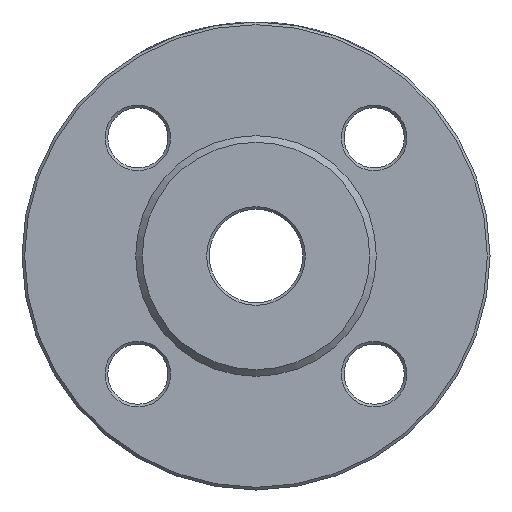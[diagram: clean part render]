
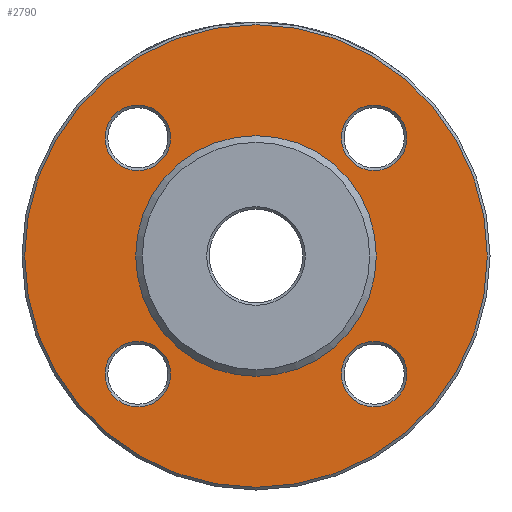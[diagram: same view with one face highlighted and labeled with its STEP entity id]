
A CAD part, left-side view. The second image highlights one B-rep face of the part: STEP entity #2790.
In plain terms, the highlighted planar face has unit normal (-1, 0, 0).
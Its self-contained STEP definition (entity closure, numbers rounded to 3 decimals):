
#75 = CARTESIAN_POINT ( 'NONE',  ( 2., -35.355, -35.355 ) ) ;
#107 = ORIENTED_EDGE ( 'NONE', *, *, #5056, .T. ) ;
#117 = CIRCLE ( 'NONE', #3357, 9.8 ) ;
#274 = CIRCLE ( 'NONE', #1008, 36. ) ;
#293 = ORIENTED_EDGE ( 'NONE', *, *, #1938, .T. ) ;
#299 = DIRECTION ( 'NONE',  ( 1., 0., 0. ) ) ;
#374 = ORIENTED_EDGE ( 'NONE', *, *, #1729, .F. ) ;
#380 = CIRCLE ( 'NONE', #5289, 9.8 ) ;
#546 = CIRCLE ( 'NONE', #3978, 69.2 ) ;
#608 = DIRECTION ( 'NONE',  ( 1., 0., 0. ) ) ;
#706 = DIRECTION ( 'NONE',  ( 0., 0., -1. ) ) ;
#743 = ORIENTED_EDGE ( 'NONE', *, *, #3792, .T. ) ;
#838 = AXIS2_PLACEMENT_3D ( 'NONE', #3218, #608, #4522 ) ;
#1008 = AXIS2_PLACEMENT_3D ( 'NONE', #2279, #4456, #5444 ) ;
#1051 = DIRECTION ( 'NONE',  ( -1., 0., 0. ) ) ;
#1152 = FACE_BOUND ( 'NONE', #4477, .T. ) ;
#1244 = VERTEX_POINT ( 'NONE', #3994 ) ;
#1304 = VERTEX_POINT ( 'NONE', #3887 ) ;
#1458 = CARTESIAN_POINT ( 'NONE',  ( 2., 35.355, 35.355 ) ) ;
#1682 = CARTESIAN_POINT ( 'NONE',  ( 2., 45.155, 35.355 ) ) ;
#1729 = EDGE_CURVE ( 'NONE', #1244, #1244, #274, .T. ) ;
#1759 = VERTEX_POINT ( 'NONE', #5218 ) ;
#1938 = EDGE_CURVE ( 'NONE', #4451, #4451, #546, .T. ) ;
#1949 = CARTESIAN_POINT ( 'NONE',  ( 2., 0., 0. ) ) ;
#2050 = AXIS2_PLACEMENT_3D ( 'NONE', #75, #5439, #3670 ) ;
#2279 = CARTESIAN_POINT ( 'NONE',  ( 2., 0., 0. ) ) ;
#2567 = DIRECTION ( 'NONE',  ( 0., 0., 1. ) ) ;
#2572 = VERTEX_POINT ( 'NONE', #3481 ) ;
#2790 = ADVANCED_FACE ( 'NONE', ( #1152, #2923, #3815, #4272, #3751, #4682 ), #5519, .F. ) ;
#2819 = DIRECTION ( 'NONE',  ( 0., 0., -1. ) ) ;
#2923 = FACE_BOUND ( 'NONE', #3591, .T. ) ;
#2934 = EDGE_LOOP ( 'NONE', ( #374 ) ) ;
#3091 = CARTESIAN_POINT ( 'NONE',  ( 2., -35.355, 35.355 ) ) ;
#3099 = EDGE_LOOP ( 'NONE', ( #107 ) ) ;
#3195 = DIRECTION ( 'NONE',  ( 0., 1., 0. ) ) ;
#3218 = CARTESIAN_POINT ( 'NONE',  ( 2., 35.355, -35.355 ) ) ;
#3248 = CIRCLE ( 'NONE', #2050, 9.8 ) ;
#3330 = EDGE_CURVE ( 'NONE', #2572, #2572, #117, .T. ) ;
#3345 = CIRCLE ( 'NONE', #838, 9.8 ) ;
#3357 = AXIS2_PLACEMENT_3D ( 'NONE', #3091, #4858, #2567 ) ;
#3380 = CARTESIAN_POINT ( 'NONE',  ( 2., 36., 0. ) ) ;
#3481 = CARTESIAN_POINT ( 'NONE',  ( 2., -35.355, 45.155 ) ) ;
#3507 = CARTESIAN_POINT ( 'NONE',  ( 2., 0., -69.2 ) ) ;
#3582 = EDGE_CURVE ( 'NONE', #1759, #1759, #3345, .T. ) ;
#3591 = EDGE_LOOP ( 'NONE', ( #5502 ) ) ;
#3663 = DIRECTION ( 'NONE',  ( 1., 0., 0. ) ) ;
#3670 = DIRECTION ( 'NONE',  ( 0., -1., 0. ) ) ;
#3751 = FACE_OUTER_BOUND ( 'NONE', #4031, .T. ) ;
#3792 = EDGE_CURVE ( 'NONE', #1304, #1304, #3248, .T. ) ;
#3815 = FACE_BOUND ( 'NONE', #3099, .T. ) ;
#3887 = CARTESIAN_POINT ( 'NONE',  ( 2., -45.155, -35.355 ) ) ;
#3936 = EDGE_LOOP ( 'NONE', ( #5615 ) ) ;
#3978 = AXIS2_PLACEMENT_3D ( 'NONE', #1949, #1051, #2819 ) ;
#3994 = CARTESIAN_POINT ( 'NONE',  ( 2., 0., 36. ) ) ;
#4031 = EDGE_LOOP ( 'NONE', ( #293 ) ) ;
#4272 = FACE_BOUND ( 'NONE', #3936, .T. ) ;
#4280 = AXIS2_PLACEMENT_3D ( 'NONE', #3380, #299, #706 ) ;
#4401 = VERTEX_POINT ( 'NONE', #1682 ) ;
#4451 = VERTEX_POINT ( 'NONE', #3507 ) ;
#4456 = DIRECTION ( 'NONE',  ( -1., 0., 0. ) ) ;
#4477 = EDGE_LOOP ( 'NONE', ( #743 ) ) ;
#4522 = DIRECTION ( 'NONE',  ( 0., 0., -1. ) ) ;
#4682 = FACE_BOUND ( 'NONE', #2934, .T. ) ;
#4858 = DIRECTION ( 'NONE',  ( 1., 0., 0. ) ) ;
#5056 = EDGE_CURVE ( 'NONE', #4401, #4401, #380, .T. ) ;
#5218 = CARTESIAN_POINT ( 'NONE',  ( 2., 35.355, -45.155 ) ) ;
#5289 = AXIS2_PLACEMENT_3D ( 'NONE', #1458, #3663, #3195 ) ;
#5439 = DIRECTION ( 'NONE',  ( 1., 0., 0. ) ) ;
#5444 = DIRECTION ( 'NONE',  ( 0., 0., 1. ) ) ;
#5502 = ORIENTED_EDGE ( 'NONE', *, *, #3330, .T. ) ;
#5519 = PLANE ( 'NONE',  #4280 ) ;
#5615 = ORIENTED_EDGE ( 'NONE', *, *, #3582, .T. ) ;
